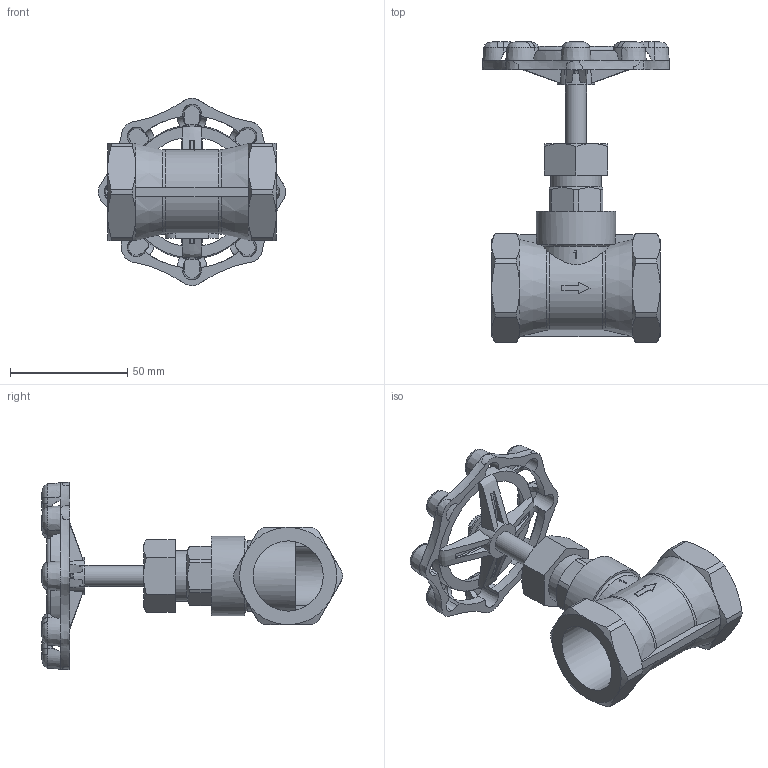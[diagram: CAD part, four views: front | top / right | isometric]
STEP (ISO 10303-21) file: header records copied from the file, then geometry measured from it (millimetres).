
FILE_DESCRIPTION(/* description */ ('Unknown'),/* implementation_level */ '2;1');
FILE_NAME(/* name */ 'GB-200 DN25 REV',/* time_stamp */ '2020-10-06T10:14:41+08:00',/* author */ ('Unknown'),/* organization */ ('Unknown'),/* preprocessor_version */ 'ST-DEVELOPER v16.7',/* originating_system */ 'DEX',/* authorisation */ $);
FILE_SCHEMA (('AUTOMOTIVE_DESIGN {1 0 10303 214 3 1 1}'));
Length unit declared in the file: millimetre
Products named in the file (1): GB-200 DN25  REV
Bounding box: 79.99 x 128.67 x 80 mm (x, y, z)
Volume: 84461.5 mm3; surface area: 40553.3 mm2
Topology: 1 solids, 2 shells, 451 faces, 1312 edges, 858 vertices
Faces by surface type: bspline 164, plane 126, cylinder 57, torus 56, cone 47, sphere 1
Full cylindrical faces by diameter (mm): 6 x2, 9 x1, 16 x1, 20 x2, 21.7 x1, 22 x1, 24 x1, 30 x2, 34 x1
Entity records: 30844 total; most frequent: CARTESIAN_POINT 20757, ORIENTED_EDGE 2556, DIRECTION 1405, EDGE_CURVE 1278, VERTEX_POINT 844, B_SPLINE_CURVE_WITH_KNOTS 758, AXIS2_PLACEMENT_3D 597, EDGE_LOOP 490
